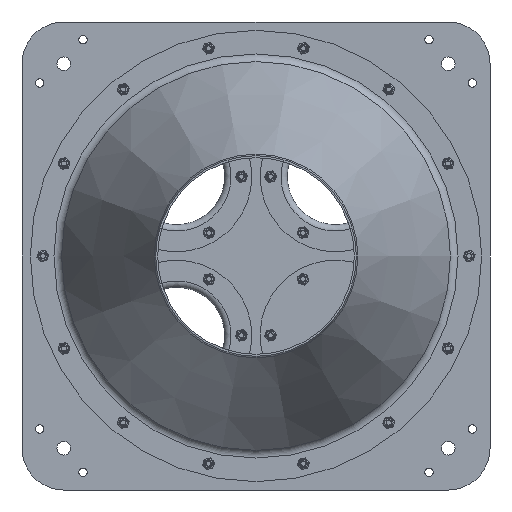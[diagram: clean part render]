
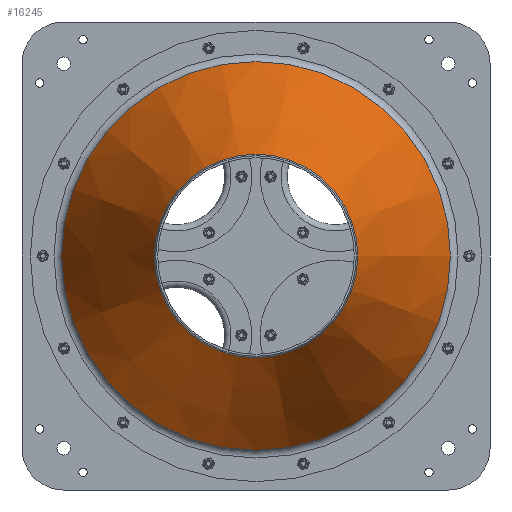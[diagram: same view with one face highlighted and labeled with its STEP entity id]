
A CAD part, left-side view. The second image highlights one B-rep face of the part: STEP entity #16245.
In plain terms, the highlighted conical face has half-angle 25 degrees and reference radius 112.826 mm.
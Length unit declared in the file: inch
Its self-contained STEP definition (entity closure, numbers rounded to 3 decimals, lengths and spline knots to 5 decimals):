
#2404=FACE_BOUND('',#5227,.T.);
#3837=FACE_OUTER_BOUND('',#5226,.T.);
#5226=EDGE_LOOP('',(#14328));
#5227=EDGE_LOOP('',(#14329));
#6202=CIRCLE('',#18130,5.81664);
#6204=CIRCLE('',#18133,3.04685);
#7666=VERTEX_POINT('',#76636);
#7668=VERTEX_POINT('',#76641);
#9960=EDGE_CURVE('',#7666,#7666,#6202,.T.);
#9962=EDGE_CURVE('',#7668,#7668,#6204,.T.);
#14328=ORIENTED_EDGE('',*,*,#9962,.F.);
#14329=ORIENTED_EDGE('',*,*,#9960,.F.);
#15131=CONICAL_SURFACE('',#18132,4.44197,25.);
#16245=ADVANCED_FACE('',(#3837,#2404),#15131,.T.);
#18130=AXIS2_PLACEMENT_3D('',#76637,#22125,#22126);
#18132=AXIS2_PLACEMENT_3D('',#76640,#22129,#22130);
#18133=AXIS2_PLACEMENT_3D('',#76642,#22131,#22132);
#22125=DIRECTION('center_axis',(1.,0.,0.));
#22126=DIRECTION('ref_axis',(0.,1.,0.));
#22129=DIRECTION('center_axis',(1.,0.,0.));
#22130=DIRECTION('ref_axis',(0.,-1.,0.));
#22131=DIRECTION('center_axis',(-1.,0.,0.));
#22132=DIRECTION('ref_axis',(0.,1.,0.));
#76636=CARTESIAN_POINT('',(-0.40735,-5.81664,0.));
#76637=CARTESIAN_POINT('Origin',(-0.40735,0.,
0.));
#76640=CARTESIAN_POINT('Origin',(-3.35532,0.,
0.));
#76641=CARTESIAN_POINT('',(-6.34718,-3.04685,0.));
#76642=CARTESIAN_POINT('Origin',(-6.34718,0.,0.));
